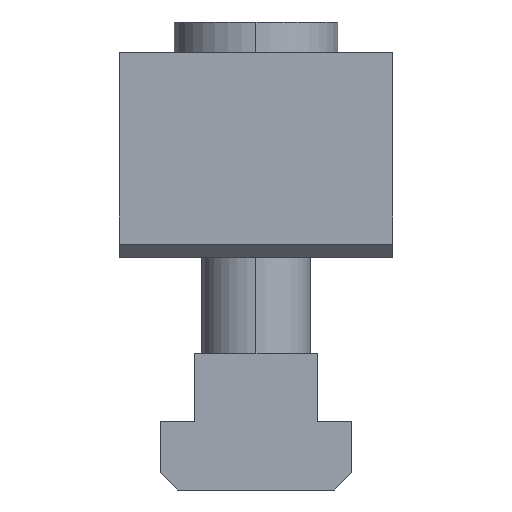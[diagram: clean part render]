
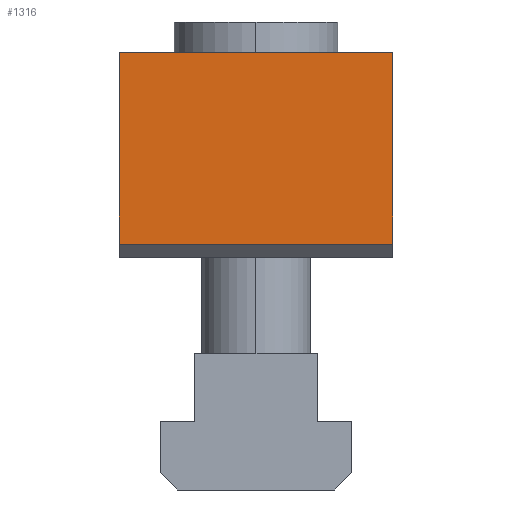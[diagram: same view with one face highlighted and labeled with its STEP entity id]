
A CAD part, left-side view. The second image highlights one B-rep face of the part: STEP entity #1316.
In plain terms, the highlighted planar face has unit normal (-1, 0, 0).
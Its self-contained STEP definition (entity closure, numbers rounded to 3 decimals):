
#159 = CARTESIAN_POINT ( 'NONE',  ( -47.5, 20., 2. ) ) ;
#601 = DIRECTION ( 'NONE',  ( -1., 0., 0. ) ) ;
#685 = VECTOR ( 'NONE', #4174, 1000. ) ;
#907 = CARTESIAN_POINT ( 'NONE',  ( -47.5, 20., 2. ) ) ;
#1316 = ADVANCED_FACE ( 'NONE', ( #2796 ), #2004, .T. ) ;
#1392 = DIRECTION ( 'NONE',  ( 0., -1., 0. ) ) ;
#1446 = ORIENTED_EDGE ( 'NONE', *, *, #7079, .T. ) ;
#1527 = VECTOR ( 'NONE', #1392, 1000. ) ;
#1640 = CARTESIAN_POINT ( 'NONE',  ( -47.5, 20., 30. ) ) ;
#1828 = VERTEX_POINT ( 'NONE', #6824 ) ;
#2004 = PLANE ( 'NONE',  #7001 ) ;
#2272 = DIRECTION ( 'NONE',  ( 0., 0., 1. ) ) ;
#2665 = ORIENTED_EDGE ( 'NONE', *, *, #4015, .T. ) ;
#2711 = VECTOR ( 'NONE', #4329, 1000. ) ;
#2795 = VECTOR ( 'NONE', #4130, 1000. ) ;
#2796 = FACE_OUTER_BOUND ( 'NONE', #6624, .T. ) ;
#2807 = CARTESIAN_POINT ( 'NONE',  ( -47.5, -20., 30. ) ) ;
#2912 = ORIENTED_EDGE ( 'NONE', *, *, #4854, .F. ) ;
#3002 = CARTESIAN_POINT ( 'NONE',  ( -47.5, -20., 30. ) ) ;
#3524 = LINE ( 'NONE', #3002, #2795 ) ;
#3711 = LINE ( 'NONE', #907, #1527 ) ;
#3851 = VERTEX_POINT ( 'NONE', #4553 ) ;
#4015 = EDGE_CURVE ( 'NONE', #1828, #7251, #5550, .T. ) ;
#4130 = DIRECTION ( 'NONE',  ( 0., 0., -1. ) ) ;
#4174 = DIRECTION ( 'NONE',  ( 0., -1., 0. ) ) ;
#4329 = DIRECTION ( 'NONE',  ( 0., 0., -1. ) ) ;
#4553 = CARTESIAN_POINT ( 'NONE',  ( -47.5, -20., 2. ) ) ;
#4854 = EDGE_CURVE ( 'NONE', #5175, #3851, #3524, .T. ) ;
#5058 = ORIENTED_EDGE ( 'NONE', *, *, #6123, .F. ) ;
#5175 = VERTEX_POINT ( 'NONE', #2807 ) ;
#5518 = CARTESIAN_POINT ( 'NONE',  ( -47.5, 20., 30. ) ) ;
#5550 = LINE ( 'NONE', #5518, #2711 ) ;
#5882 = LINE ( 'NONE', #7004, #685 ) ;
#6123 = EDGE_CURVE ( 'NONE', #1828, #5175, #5882, .T. ) ;
#6624 = EDGE_LOOP ( 'NONE', ( #5058, #2665, #1446, #2912 ) ) ;
#6824 = CARTESIAN_POINT ( 'NONE',  ( -47.5, 20., 30. ) ) ;
#7001 = AXIS2_PLACEMENT_3D ( 'NONE', #1640, #601, #2272 ) ;
#7004 = CARTESIAN_POINT ( 'NONE',  ( -47.5, 20., 30. ) ) ;
#7079 = EDGE_CURVE ( 'NONE', #7251, #3851, #3711, .T. ) ;
#7251 = VERTEX_POINT ( 'NONE', #159 ) ;
